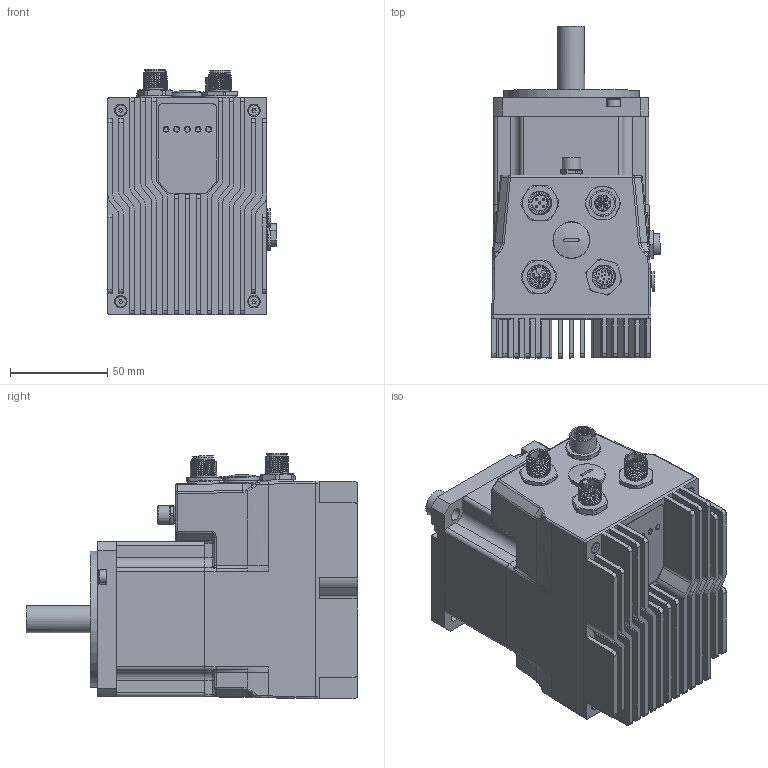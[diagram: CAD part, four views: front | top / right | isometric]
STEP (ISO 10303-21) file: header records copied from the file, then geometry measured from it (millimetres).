
FILE_DESCRIPTION(/* description */ (''),/* implementation_level */ '2;1');
FILE_NAME(/* name */ 'PD6-EB80SD-E-65-5-.stp',/* time_stamp */ '2022-09-06T14:53:27+02:00',/* author */ ('angelika.schneid'),/* organization */ (''),/* preprocessor_version */ 'ST-DEVELOPER v17.2',/* originating_system */ 'Autodesk Inventor 2019',/* authorisation */ '');
FILE_SCHEMA (('AUTOMOTIVE_DESIGN { 1 0 10303 214 3 1 1 }'));
Products named in the file (1): PD6-EB80xD-E-65-x
Bounding box: 86.78 x 171 x 126.44 mm (x, y, z)
Volume: 618170.7 mm3; surface area: 195921.2 mm2
Topology: 30 solids, 30 shells, 2305 faces, 6207 edges, 4071 vertices
Faces by surface type: plane 982, cylinder 878, bspline 192, cone 153, sphere 64, torus 36
Full cylindrical faces by diameter (mm): 0.6 x12, 1 x17, 1.2 x13, 1.5 x4, 1.55 x3, 1.6 x18, 2 x4, 2.013 x5, 2.459 x4, 2.845 x5, 2.997 x5, 3 x4, 3.1 x5, 3.2 x4, 3.81 x5, 4.4 x3, 4.5 x4, 4.7 x5, 4.92 x2, 5.54 x4, 5.6 x2, 6 x2, 6.25 x1, 6.5 x4, 6.75 x1, 6.9 x2, 7 x4, 7.13 x5, 8.1 x1, 8.2 x5
Entity records: 119390 total; most frequent: CARTESIAN_POINT 60246, ORIENTED_EDGE 12256, DIRECTION 11495, EDGE_CURVE 6128, AXIS2_PLACEMENT_3D 4204, VERTEX_POINT 4071, LINE 3087, VECTOR 3087
